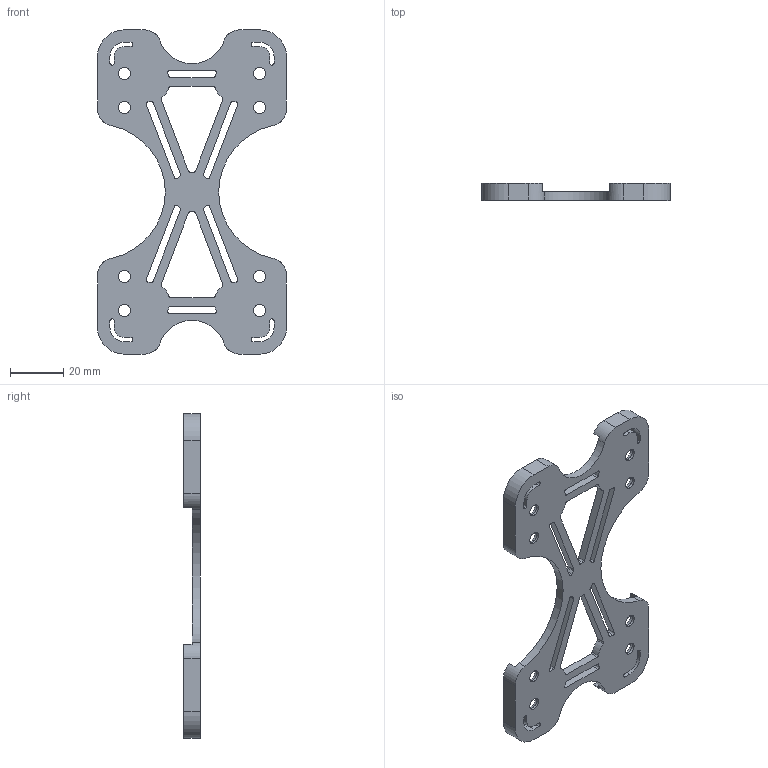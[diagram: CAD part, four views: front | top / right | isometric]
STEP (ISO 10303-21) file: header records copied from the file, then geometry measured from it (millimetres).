
FILE_DESCRIPTION(/* description */ (''),/* implementation_level */ '2;1');
FILE_NAME(/* name */ 'magplate_holder.stp',/* time_stamp */ '2024-06-28T12:12:25-04:00',/* author */ ('Averey Ku'),/* organization */ (''),/* preprocessor_version */ 'ST-DEVELOPER v20',/* originating_system */ 'Autodesk Inventor 2025',/* authorisation */ '');
FILE_SCHEMA (('AUTOMOTIVE_DESIGN { 1 0 10303 214 3 1 1 }'));
Length unit declared in the file: inch
Products named in the file (1): magplate holder
Bounding box: 70.85 x 6.35 x 121.65 mm (x, y, z)
Volume: 14488.8 mm3; surface area: 14513.4 mm2
Topology: 1 solids, 1 shells, 194 faces, 537 edges, 358 vertices
Faces by surface type: cylinder 117, plane 77
Full cylindrical faces by diameter (mm): 4.572 x8, 8.255 x8, 10.356 x5
Entity records: 6635 total; most frequent: DIRECTION 1169, CARTESIAN_POINT 1090, ORIENTED_EDGE 1074, EDGE_CURVE 537, AXIS2_PLACEMENT_3D 437, VERTEX_POINT 358, LINE 295, VECTOR 295
